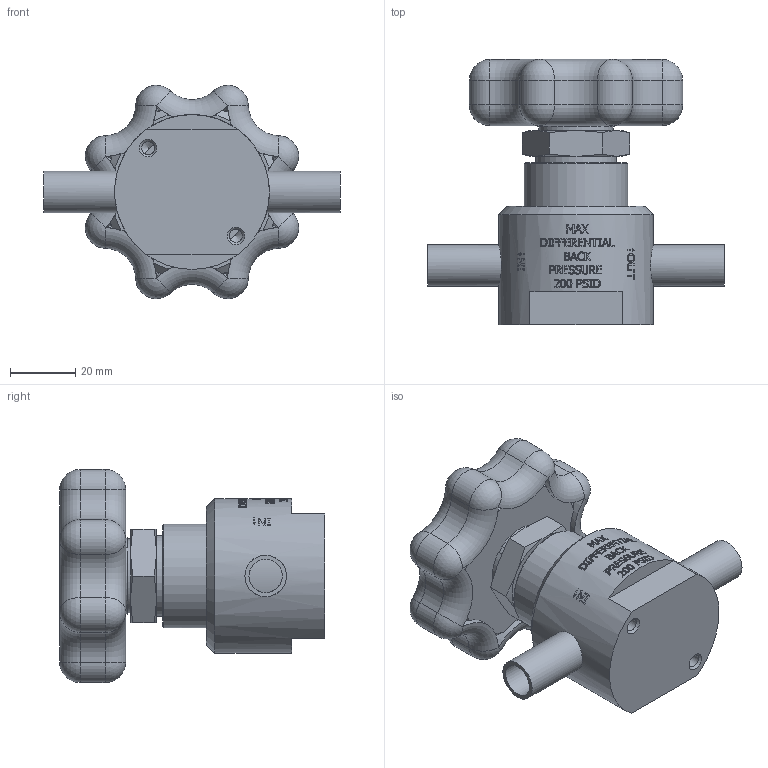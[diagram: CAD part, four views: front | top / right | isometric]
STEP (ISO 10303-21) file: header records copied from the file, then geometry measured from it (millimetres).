
FILE_DESCRIPTION(/* description */ (''),/* implementation_level */ '2;1');
FILE_NAME(/* name */ '18RISTS8.stp',/* time_stamp */ '2017-09-15T11:19:33+06:00',/* author */ ('PV00476129'),/* organization */ (''),/* preprocessor_version */ 'ST-DEVELOPER v16.1',/* originating_system */ 'Autodesk Inventor 2016',/* authorisation */ '');
FILE_SCHEMA (('AUTOMOTIVE_DESIGN { 1 0 10303 214 3 1 1 }'));
Products named in the file (1): 18RISTS8
Bounding box: 91.11 x 81.52 x 65.47 mm (x, y, z)
Volume: 134200.2 mm3; surface area: 28328.8 mm2
Topology: 1 solids, 5 shells, 1269 faces, 3377 edges, 2220 vertices
Faces by surface type: plane 663, bspline 355, cylinder 152, torus 44, cone 39, sphere 16
Full cylindrical faces by diameter (mm): 0.952 x1, 1.032 x1, 1.111 x1, 1.191 x1, 1.27 x1, 1.349 x1, 1.429 x1, 1.588 x1, 1.6 x1, 3.962 x2, 9.779 x1, 10.211 x2, 12.7 x3, 20.828 x1, 22.729 x1, 24.638 x1, 26.987 x1, 31.75 x1, 34.036 x1, 38.1 x1, 40.894 x1, 47.498 x1
Entity records: 50196 total; most frequent: CARTESIAN_POINT 20964, ORIENTED_EDGE 6608, DIRECTION 5045, EDGE_CURVE 3304, VERTEX_POINT 2199, LINE 1733, VECTOR 1733, AXIS2_PLACEMENT_3D 1656
